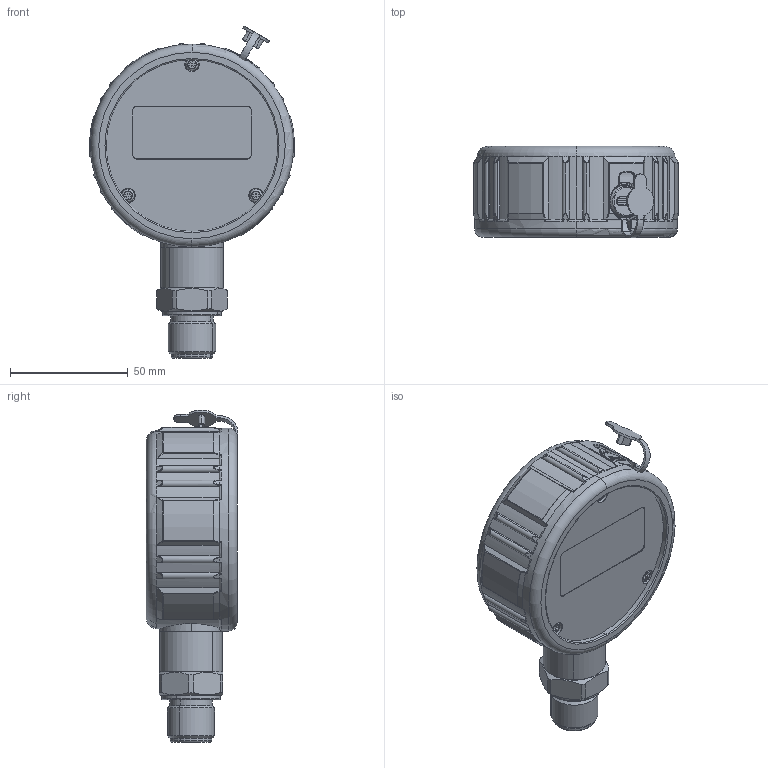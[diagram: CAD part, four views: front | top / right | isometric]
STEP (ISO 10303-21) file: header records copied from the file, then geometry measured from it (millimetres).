
FILE_DESCRIPTION (( 'STEP AP203' ), '1' );
FILE_NAME ('装配体 2+保护套5（专利版）.STEP', '2023-09-19T05:10:23', ( '' ), ( '' ), 'SwSTEP 2.0', 'SolidWorks 2018', '' );
FILE_SCHEMA (( 'CONFIG_CONTROL_DESIGN' ));
Length unit declared in the file: millimetre
Products named in the file (19): TYPE-C  4PIN譫釱滅阨簽; 揤薯諉芛; 綴裔 2; E倰縐銅; 珘儒そ; 珘儒そ掖嫖; 4PIN傷赽  鼠芛; 装配体 2+保护套5（专利版）; 褲极 2; M3x6 簽芛坶踡蹟佪; 7瘍萇喀; PCB板; 7mm  ш揖偌瑩; 悵誘杶 5; 压力接头旋转套筒; TYPE-C  4PIN譫釱; 5618 懦挴耀郪; TYPE-C  4PIN譫釱蹟譫; 三节7号电池盒
Assembly tree (25 placements, depth 2):
  装配体 2+保护套5（专利版）
    压力接头旋转套筒
    揤薯諉芛
    PCB板
    珘儒そ掖嫖
    珘儒そ
    7mm  ш揖偌瑩  x4
    三节7号电池盒
    TYPE-C  4PIN譫釱
    TYPE-C  4PIN譫釱滅阨簽
    TYPE-C  4PIN譫釱蹟譫
    5618 懦挴耀郪
    E倰縐銅
    7瘍萇喀  x3
    4PIN傷赽  鼠芛
    綴裔 2
    褲极 2
    悵誘杶 5
    M3x6 簽芛坶踡蹟佪  x3
Bounding box: 87.18 x 38.83 x 141.06 mm (x, y, z)
Volume: 112099.3 mm3; surface area: 106964.3 mm2
Topology: 37 solids, 37 shells, 2086 faces, 5254 edges, 3322 vertices
Faces by surface type: plane 1066, cylinder 548, torus 253, cone 96, bspline 89, sphere 34
Entity records: 64125 total; most frequent: CARTESIAN_POINT 16907, ORIENTED_EDGE 9560, DIRECTION 9136, EDGE_CURVE 4780, AXIS2_PLACEMENT_3D 3066, VERTEX_POINT 3040, LINE 3004, VECTOR 3004
